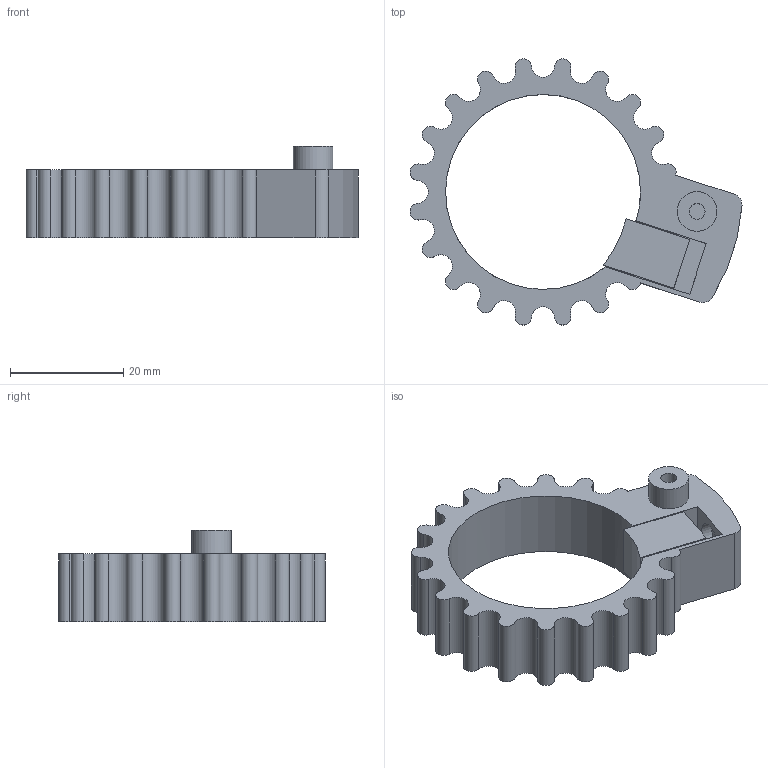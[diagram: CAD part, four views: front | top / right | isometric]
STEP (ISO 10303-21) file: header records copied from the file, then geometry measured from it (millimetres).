
FILE_DESCRIPTION(/* description */ (''),/* implementation_level */ '2;1');
FILE_NAME(/* name */ 'oneway2.stp',/* time_stamp */ '2022-05-02T15:55:32+02:00',/* author */ ('ruben'),/* organization */ (''),/* preprocessor_version */ 'ST-DEVELOPER v18.1',/* originating_system */ 'Autodesk Inventor 2022',/* authorisation */ '');
FILE_SCHEMA (('AUTOMOTIVE_DESIGN { 1 0 10303 214 3 1 1 }'));
Length unit declared in the file: millimetre
Products named in the file (1): Ratschenrad
Bounding box: 58.59 x 46.95 x 16.2 mm (x, y, z)
Volume: 9504.5 mm3; surface area: 7093.5 mm2
Topology: 2 solids, 2 shells, 61 faces, 159 edges, 106 vertices
Faces by surface type: cylinder 44, plane 17
Full cylindrical faces by diameter (mm): 2.8 x1, 6.5 x2, 7 x1, 34.4 x1
Entity records: 1967 total; most frequent: DIRECTION 373, CARTESIAN_POINT 327, ORIENTED_EDGE 318, EDGE_CURVE 159, AXIS2_PLACEMENT_3D 152, VERTEX_POINT 106, CIRCLE 90, LINE 69
